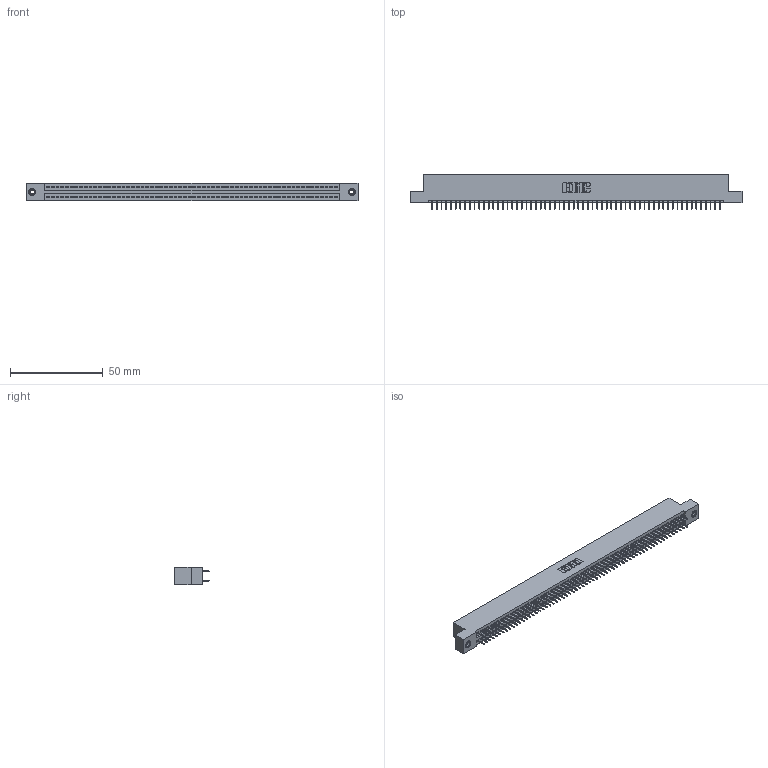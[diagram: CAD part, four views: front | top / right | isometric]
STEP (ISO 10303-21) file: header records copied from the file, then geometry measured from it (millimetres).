
FILE_DESCRIPTION (( 'STEP AP203' ), '1' );
FILE_NAME ('345-124-525-208.STEP', '2020-09-22T11:57:53', ( '' ), ( '' ), 'SwSTEP 2.0', 'SolidWorks 2020', '' );
FILE_SCHEMA (( 'CONFIG_CONTROL_DESIGN' ));
Length unit declared in the file: inch
Products named in the file (4): 345 Part_Flush Mounting Lugs - 0.156 Dia-TI; 345-250-001_345-250-003-102; 345-292-001_345-293-125; 345-124-525-208
Assembly tree (127 placements, depth 2):
  345-124-525-208
    345 Part_Flush Mounting Lugs - 0.156 Dia-TI
    345-292-001_345-293-125  x124
    345-250-001_345-250-003-102  x2
Bounding box: 178.69 x 18.72 x 9.4 mm (x, y, z)
Volume: 17333.1 mm3; surface area: 25406.9 mm2
Topology: 127 solids, 127 shells, 6882 faces, 19449 edges, 12462 vertices
Faces by surface type: plane 4948, cylinder 1918, cone 12, torus 4
Entity records: 47214 total; most frequent: CARTESIAN_POINT 7875, ORIENTED_EDGE 7802, DIRECTION 6947, EDGE_CURVE 3901, LINE 3505, VECTOR 3505, VERTEX_POINT 2592, AXIS2_PLACEMENT_3D 1721
